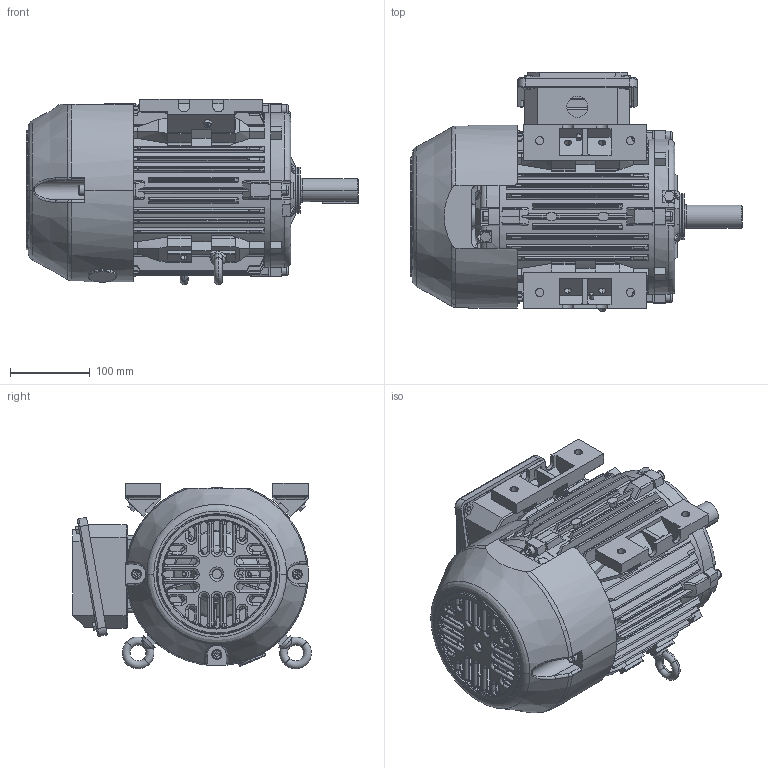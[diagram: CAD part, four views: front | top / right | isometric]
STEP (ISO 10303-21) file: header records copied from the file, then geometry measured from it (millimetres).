
FILE_DESCRIPTION (( 'STEP AP203' ), '1' );
FILE_NAME ('841-182T俋倛芞.STEP', '2019-04-17T01:30:39', ( 'abc' ), ( '' ), 'SwSTEP 2.0', 'SolidWorks 2008', '' );
FILE_SCHEMA (( 'CONFIG_CONTROL_DESIGN' ));
Length unit declared in the file: millimetre
Products named in the file (21): 841-182T俋倛芞; 6306_默认; 841-182T转轴_默认; TX 112铸铁风罩(841)_默认; 迷宫式油封30-50-16_默认; 180T(100)_默认; 铜油嘴M6_默认; 放油嘴_默认; 180T 平键_默认; ﾐﾂTX182T B5 ｻ惞ﾇｼﾓｹ､_ﾄｬﾈﾏ; NEMA 182T 底脚(接地）_默认; 841-182T转子_默认; TC 100-112风叶_默认; NEMA 180-210T接线盒座(斜)_默认; NEMA 180-210T接线盒盖(斜)_默认; IEEE841-112端盖加工_默认; 扣塞_默认; M6-10 a_默认; M6-20_默认; M8-30_默认; 吊环M8_默认
Assembly tree (40 placements, depth 3):
  841-182T俋倛芞
    M6-10 a_默认  x6
    NEMA 180-210T接线盒座(斜)_默认
    M8-30_默认  x8
    M6-20_默认  x2
    841-182T转子_默认
      6306_默认  x2
      841-182T转轴_默认
    IEEE841-112端盖加工_默认  x2
    180T(100)_默认  x3
    NEMA 180-210T接线盒盖(斜)_默认
    NEMA 182T 底脚(接地）_默认  x2
    吊环M8_默认  x2
    放油嘴_默认  x2
    180T 平键_默认
    TC 100-112风叶_默认
    TX 112铸铁风罩(841)_默认
    迷宫式油封30-50-16_默认
    扣塞_默认
    ﾐﾂTX182T B5 ｻ惞ﾇｼﾓｹ､_ﾄｬﾈﾏ
    铜油嘴M6_默认
Bounding box: 417.15 x 300.14 x 233.19 mm (x, y, z)
Volume: 3482955.5 mm3; surface area: 1216773.3 mm2
Topology: 40 solids, 40 shells, 2993 faces, 7904 edges, 5002 vertices
Faces by surface type: plane 1427, cylinder 909, torus 277, cone 223, bspline 153, sphere 4
Entity records: 82078 total; most frequent: CARTESIAN_POINT 25256, ORIENTED_EDGE 11742, DIRECTION 10850, EDGE_CURVE 5871, AXIS2_PLACEMENT_3D 3995, VERTEX_POINT 3743, LINE 2860, VECTOR 2860
